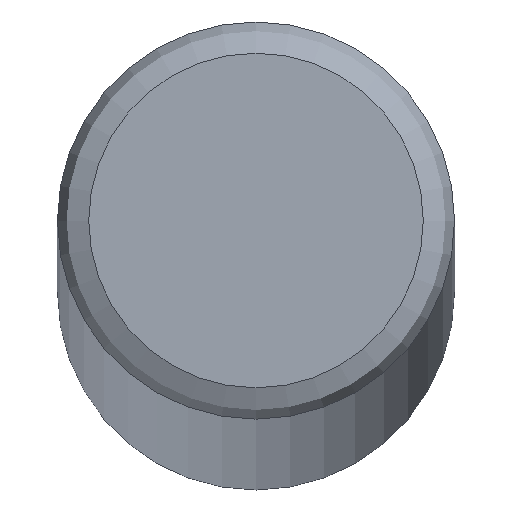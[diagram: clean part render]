
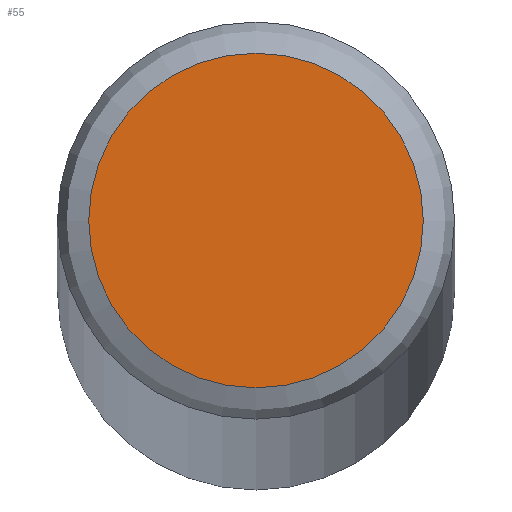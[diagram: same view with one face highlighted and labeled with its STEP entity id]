
A CAD part, top view. The second image highlights one B-rep face of the part: STEP entity #55.
In plain terms, the highlighted planar face has unit normal (0, 0, 1).
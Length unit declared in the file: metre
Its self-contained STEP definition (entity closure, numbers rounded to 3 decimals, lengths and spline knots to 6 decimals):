
#15=PLANE('',#76);
#19=ORIENTED_EDGE('',*,*,#27,.T.);
#27=EDGE_CURVE('',#31,#31,#35,.T.);
#31=VERTEX_POINT('',#111);
#35=CIRCLE('',#77,0.002675);
#39=EDGE_LOOP('',(#19));
#47=FACE_BOUND('',#39,.T.);
#55=ADVANCED_FACE('',(#47),#15,.T.);
#76=AXIS2_PLACEMENT_3D('',#109,#92,#93);
#77=AXIS2_PLACEMENT_3D('',#110,#94,#95);
#92=DIRECTION('',(0.,0.,1.));
#93=DIRECTION('',(1.,0.,0.));
#94=DIRECTION('',(0.,0.,1.));
#95=DIRECTION('',(1.,0.,0.));
#109=CARTESIAN_POINT('',(0.0381,0.,0.731));
#110=CARTESIAN_POINT('',(-0.01155,-0.029762,0.731));
#111=CARTESIAN_POINT('',(-0.008875,-0.029762,0.731));
